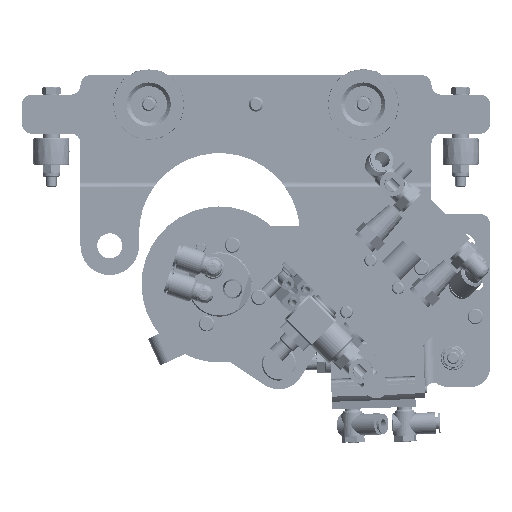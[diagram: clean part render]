
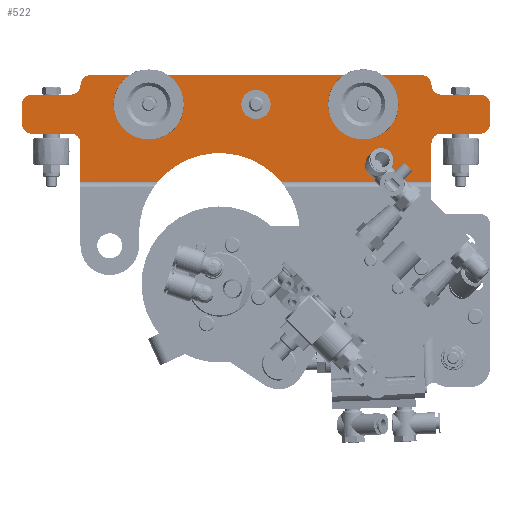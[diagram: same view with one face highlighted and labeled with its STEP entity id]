
A CAD part, front view. The second image highlights one B-rep face of the part: STEP entity #522.
In plain terms, the highlighted face is planar.
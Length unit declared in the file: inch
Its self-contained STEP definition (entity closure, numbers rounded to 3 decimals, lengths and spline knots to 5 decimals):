
#191=CARTESIAN_POINT('',(6.65349,7.125,0.8125));
#192=VERTEX_POINT('',#191);
#216=CARTESIAN_POINT('',(10.5,7.125,0.8125));
#217=VERTEX_POINT('',#216);
#225=CARTESIAN_POINT('',(10.5,7.125,0.8125));
#226=DIRECTION('',(-1.0,0.0,0.0));
#227=VECTOR('',#226,3.84651);
#228=LINE('',#225,#227);
#229=EDGE_CURVE('',#217,#192,#228,.T.);
#272=CARTESIAN_POINT('',(3.47151,7.125,0.8125));
#273=VERTEX_POINT('',#272);
#287=CARTESIAN_POINT('',(1.5,7.125,0.8125));
#288=VERTEX_POINT('',#287);
#289=CARTESIAN_POINT('',(3.47151,7.125,0.8125));
#290=DIRECTION('',(-1.0,0.0,0.0));
#291=VECTOR('',#290,1.97151);
#292=LINE('',#289,#291);
#293=EDGE_CURVE('',#273,#288,#292,.T.);
#313=CARTESIAN_POINT('',(3.25,9.125,0.8125));
#314=DIRECTION('',(0.0,0.0,-1.0));
#315=DIRECTION('',(-1.0,0.0,0.0));
#316=AXIS2_PLACEMENT_3D('',#313,#314,#315);
#317=PLANE('',#316);
#318=ORIENTED_EDGE('',*,*,#229,.F.);
#319=CARTESIAN_POINT('',(10.5,8.125,0.8125));
#320=VERTEX_POINT('',#319);
#321=CARTESIAN_POINT('',(10.5,8.125,0.8125));
#322=DIRECTION('',(0.0,-1.0,0.0));
#323=VECTOR('',#322,1.);
#324=LINE('',#321,#323);
#325=EDGE_CURVE('',#320,#217,#324,.T.);
#326=ORIENTED_EDGE('',*,*,#325,.F.);
#327=CARTESIAN_POINT('',(10.75,8.375,0.8125));
#328=VERTEX_POINT('',#327);
#329=CARTESIAN_POINT('',(10.75,8.125,0.8125));
#330=DIRECTION('',(0.0,0.0,1.0));
#331=DIRECTION('',(-0.707,0.707,0.0));
#332=AXIS2_PLACEMENT_3D('',#329,#330,#331);
#333=CIRCLE('',#332,0.25);
#334=EDGE_CURVE('',#328,#320,#333,.T.);
#335=ORIENTED_EDGE('',*,*,#334,.F.);
#336=CARTESIAN_POINT('',(11.75,8.375,0.8125));
#337=VERTEX_POINT('',#336);
#338=CARTESIAN_POINT('',(11.75,8.375,0.8125));
#339=DIRECTION('',(-1.0,0.0,0.0));
#340=VECTOR('',#339,1.);
#341=LINE('',#338,#340);
#342=EDGE_CURVE('',#337,#328,#341,.T.);
#343=ORIENTED_EDGE('',*,*,#342,.F.);
#344=CARTESIAN_POINT('',(12.0,8.625,0.8125));
#345=VERTEX_POINT('',#344);
#346=CARTESIAN_POINT('',(11.75,8.625,0.8125));
#347=DIRECTION('',(0.0,0.0,-1.));
#348=DIRECTION('',(0.707,-0.707,0.0));
#349=AXIS2_PLACEMENT_3D('',#346,#347,#348);
#350=CIRCLE('',#349,0.25);
#351=EDGE_CURVE('',#345,#337,#350,.T.);
#352=ORIENTED_EDGE('',*,*,#351,.F.);
#353=CARTESIAN_POINT('',(12.0,9.125,0.8125));
#354=VERTEX_POINT('',#353);
#355=CARTESIAN_POINT('',(12.0,9.125,0.8125));
#356=DIRECTION('',(0.0,-1.0,0.0));
#357=VECTOR('',#356,0.5);
#358=LINE('',#355,#357);
#359=EDGE_CURVE('',#354,#345,#358,.T.);
#360=ORIENTED_EDGE('',*,*,#359,.F.);
#361=CARTESIAN_POINT('',(11.75,9.375,0.8125));
#362=VERTEX_POINT('',#361);
#363=CARTESIAN_POINT('',(11.75,9.125,0.8125));
#364=DIRECTION('',(0.0,0.0,-1.));
#365=DIRECTION('',(0.707,0.707,0.0));
#366=AXIS2_PLACEMENT_3D('',#363,#364,#365);
#367=CIRCLE('',#366,0.25);
#368=EDGE_CURVE('',#362,#354,#367,.T.);
#369=ORIENTED_EDGE('',*,*,#368,.F.);
#370=CARTESIAN_POINT('',(10.75,9.375,0.8125));
#371=VERTEX_POINT('',#370);
#372=CARTESIAN_POINT('',(10.75,9.375,0.8125));
#373=DIRECTION('',(1.0,0.0,0.0));
#374=VECTOR('',#373,1.);
#375=LINE('',#372,#374);
#376=EDGE_CURVE('',#371,#362,#375,.T.);
#377=ORIENTED_EDGE('',*,*,#376,.F.);
#378=CARTESIAN_POINT('',(10.5,9.625,0.8125));
#379=VERTEX_POINT('',#378);
#380=CARTESIAN_POINT('',(10.75,9.625,0.8125));
#381=DIRECTION('',(0.0,0.0,1.0));
#382=DIRECTION('',(-0.707,-0.707,0.0));
#383=AXIS2_PLACEMENT_3D('',#380,#381,#382);
#384=CIRCLE('',#383,0.25);
#385=EDGE_CURVE('',#379,#371,#384,.T.);
#386=ORIENTED_EDGE('',*,*,#385,.F.);
#387=CARTESIAN_POINT('',(10.25,9.875,0.8125));
#388=VERTEX_POINT('',#387);
#389=CARTESIAN_POINT('',(10.25,9.625,0.8125));
#390=DIRECTION('',(0.0,0.0,-1.0));
#391=DIRECTION('',(0.707,0.707,0.0));
#392=AXIS2_PLACEMENT_3D('',#389,#390,#391);
#393=CIRCLE('',#392,0.25);
#394=EDGE_CURVE('',#388,#379,#393,.T.);
#395=ORIENTED_EDGE('',*,*,#394,.F.);
#396=CARTESIAN_POINT('',(1.75,9.875,0.8125));
#397=VERTEX_POINT('',#396);
#398=CARTESIAN_POINT('',(1.75,9.875,0.8125));
#399=DIRECTION('',(1.0,0.0,0.0));
#400=VECTOR('',#399,8.5);
#401=LINE('',#398,#400);
#402=EDGE_CURVE('',#397,#388,#401,.T.);
#403=ORIENTED_EDGE('',*,*,#402,.F.);
#404=CARTESIAN_POINT('',(1.5,9.625,0.8125));
#405=VERTEX_POINT('',#404);
#406=CARTESIAN_POINT('',(1.75,9.625,0.8125));
#407=DIRECTION('',(0.0,0.0,-1.0));
#408=DIRECTION('',(-0.707,0.707,0.0));
#409=AXIS2_PLACEMENT_3D('',#406,#407,#408);
#410=CIRCLE('',#409,0.25);
#411=EDGE_CURVE('',#405,#397,#410,.T.);
#412=ORIENTED_EDGE('',*,*,#411,.F.);
#413=CARTESIAN_POINT('',(1.25,9.375,0.8125));
#414=VERTEX_POINT('',#413);
#415=CARTESIAN_POINT('',(1.25,9.625,0.8125));
#416=DIRECTION('',(0.0,0.0,1.));
#417=DIRECTION('',(0.707,-0.707,0.0));
#418=AXIS2_PLACEMENT_3D('',#415,#416,#417);
#419=CIRCLE('',#418,0.25);
#420=EDGE_CURVE('',#414,#405,#419,.T.);
#421=ORIENTED_EDGE('',*,*,#420,.F.);
#422=CARTESIAN_POINT('',(0.25,9.375,0.8125));
#423=VERTEX_POINT('',#422);
#424=CARTESIAN_POINT('',(0.25,9.375,0.8125));
#425=DIRECTION('',(1.0,0.0,0.0));
#426=VECTOR('',#425,1.);
#427=LINE('',#424,#426);
#428=EDGE_CURVE('',#423,#414,#427,.T.);
#429=ORIENTED_EDGE('',*,*,#428,.F.);
#430=CARTESIAN_POINT('',(0.,9.125,0.8125));
#431=VERTEX_POINT('',#430);
#432=CARTESIAN_POINT('',(0.25,9.125,0.8125));
#433=DIRECTION('',(0.0,0.0,-1.));
#434=DIRECTION('',(-0.707,0.707,0.0));
#435=AXIS2_PLACEMENT_3D('',#432,#433,#434);
#436=CIRCLE('',#435,0.25);
#437=EDGE_CURVE('',#431,#423,#436,.T.);
#438=ORIENTED_EDGE('',*,*,#437,.F.);
#439=CARTESIAN_POINT('',(0.,8.625,0.8125));
#440=VERTEX_POINT('',#439);
#441=CARTESIAN_POINT('',(0.,8.625,0.8125));
#442=DIRECTION('',(0.0,1.0,0.0));
#443=VECTOR('',#442,0.5);
#444=LINE('',#441,#443);
#445=EDGE_CURVE('',#440,#431,#444,.T.);
#446=ORIENTED_EDGE('',*,*,#445,.F.);
#447=CARTESIAN_POINT('',(0.25,8.375,0.8125));
#448=VERTEX_POINT('',#447);
#449=CARTESIAN_POINT('',(0.25,8.625,0.8125));
#450=DIRECTION('',(0.0,0.0,-1.0));
#451=DIRECTION('',(-0.707,-0.707,0.0));
#452=AXIS2_PLACEMENT_3D('',#449,#450,#451);
#453=CIRCLE('',#452,0.25);
#454=EDGE_CURVE('',#448,#440,#453,.T.);
#455=ORIENTED_EDGE('',*,*,#454,.F.);
#456=CARTESIAN_POINT('',(1.25,8.375,0.8125));
#457=VERTEX_POINT('',#456);
#458=CARTESIAN_POINT('',(1.25,8.375,0.8125));
#459=DIRECTION('',(-1.0,0.0,0.0));
#460=VECTOR('',#459,1.);
#461=LINE('',#458,#460);
#462=EDGE_CURVE('',#457,#448,#461,.T.);
#463=ORIENTED_EDGE('',*,*,#462,.F.);
#464=CARTESIAN_POINT('',(1.5,8.125,0.8125));
#465=VERTEX_POINT('',#464);
#466=CARTESIAN_POINT('',(1.25,8.125,0.8125));
#467=DIRECTION('',(0.0,0.0,1.0));
#468=DIRECTION('',(0.707,0.707,0.0));
#469=AXIS2_PLACEMENT_3D('',#466,#467,#468);
#470=CIRCLE('',#469,0.25);
#471=EDGE_CURVE('',#465,#457,#470,.T.);
#472=ORIENTED_EDGE('',*,*,#471,.F.);
#473=CARTESIAN_POINT('',(1.5,7.125,0.8125));
#474=DIRECTION('',(0.0,1.0,0.0));
#475=VECTOR('',#474,1.);
#476=LINE('',#473,#475);
#477=EDGE_CURVE('',#288,#465,#476,.T.);
#478=ORIENTED_EDGE('',*,*,#477,.F.);
#479=ORIENTED_EDGE('',*,*,#293,.F.);
#480=CARTESIAN_POINT('',(5.0625,5.8125,0.8125));
#481=DIRECTION('',(0.0,0.0,1.0));
#482=DIRECTION('',(-0.707,0.707,0.0));
#483=AXIS2_PLACEMENT_3D('',#480,#481,#482);
#484=CIRCLE('',#483,2.0625);
#485=EDGE_CURVE('',#192,#273,#484,.T.);
#486=ORIENTED_EDGE('',*,*,#485,.F.);
#487=EDGE_LOOP('',(#318,#326,#335,#343,#352,#360,#369,#377,#386,#395,#403,#412,#421,#429,#438,#446,#455,#463,#472,#478,#479,#486));
#488=FACE_OUTER_BOUND('',#487,.T.);
#489=CARTESIAN_POINT('',(3.625,9.125,0.8125));
#490=VERTEX_POINT('',#489);
#491=CARTESIAN_POINT('',(3.25,9.125,0.8125));
#492=DIRECTION('',(0.0,0.0,1.0));
#493=DIRECTION('',(-1.0,0.0,0.0));
#494=AXIS2_PLACEMENT_3D('',#491,#492,#493);
#495=CIRCLE('',#494,0.375);
#496=EDGE_CURVE('',#490,#490,#495,.T.);
#497=ORIENTED_EDGE('',*,*,#496,.F.);
#498=EDGE_LOOP('',(#497));
#499=FACE_BOUND('',#498,.T.);
#500=CARTESIAN_POINT('',(6.375,9.125,0.8125));
#501=VERTEX_POINT('',#500);
#502=CARTESIAN_POINT('',(6.0,9.125,0.8125));
#503=DIRECTION('',(0.0,0.0,-1.0));
#504=DIRECTION('',(-1.0,0.0,0.0));
#505=AXIS2_PLACEMENT_3D('',#502,#503,#504);
#506=CIRCLE('',#505,0.375);
#507=EDGE_CURVE('',#501,#501,#506,.T.);
#508=ORIENTED_EDGE('',*,*,#507,.T.);
#509=EDGE_LOOP('',(#508));
#510=FACE_BOUND('',#509,.T.);
#511=CARTESIAN_POINT('',(9.125,9.125,0.8125));
#512=VERTEX_POINT('',#511);
#513=CARTESIAN_POINT('',(8.75,9.125,0.8125));
#514=DIRECTION('',(0.0,0.0,1.0));
#515=DIRECTION('',(-1.0,0.0,0.0));
#516=AXIS2_PLACEMENT_3D('',#513,#514,#515);
#517=CIRCLE('',#516,0.375);
#518=EDGE_CURVE('',#512,#512,#517,.T.);
#519=ORIENTED_EDGE('',*,*,#518,.F.);
#520=EDGE_LOOP('',(#519));
#521=FACE_BOUND('',#520,.T.);
#522=ADVANCED_FACE('',(#488,#499,#510,#521),#317,.F.);
